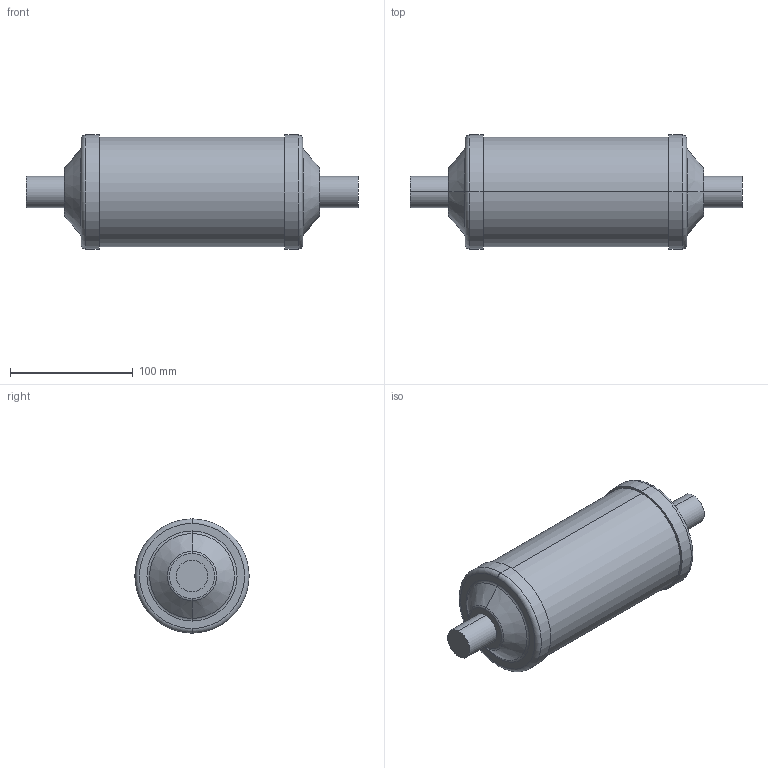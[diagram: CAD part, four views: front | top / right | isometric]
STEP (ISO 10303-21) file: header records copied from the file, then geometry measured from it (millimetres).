
FILE_DESCRIPTION (( 'STEP AP203' ), '1' );
FILE_NAME ('023B7136R - DFL 417s TW.STEP', '2022-11-11T10:07:02', ( '' ), ( '' ), 'SwSTEP 2.0', 'SolidWorks 2020', '' );
FILE_SCHEMA (( 'CONFIG_CONTROL_DESIGN' ));
Length unit declared in the file: millimetre
Products named in the file (1): 023B7136R - DFL 417s TW
Bounding box: 270 x 92.9 x 92.9 mm (x, y, z)
Volume: 1231478.6 mm3; surface area: 71093.6 mm2
Topology: 1 solids, 1 shells, 34 faces, 66 edges, 40 vertices
Faces by surface type: torus 12, cylinder 10, plane 8, cone 4
Entity records: 963 total; most frequent: DIRECTION 188, CARTESIAN_POINT 141, ORIENTED_EDGE 132, AXIS2_PLACEMENT_3D 87, EDGE_CURVE 66, CIRCLE 52, VERTEX_POINT 40, EDGE_LOOP 40
